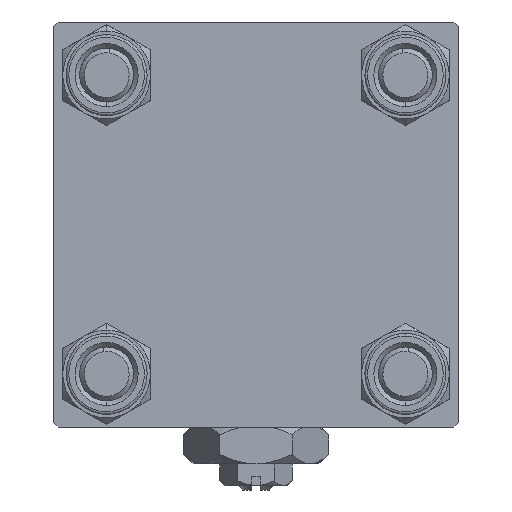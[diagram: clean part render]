
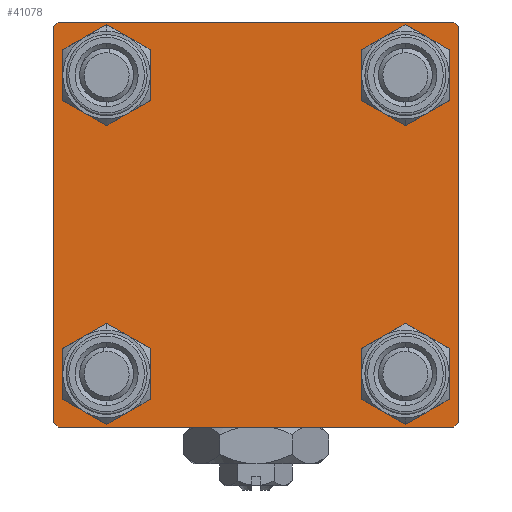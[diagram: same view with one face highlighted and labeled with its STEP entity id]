
A CAD part, left-side view. The second image highlights one B-rep face of the part: STEP entity #41078.
In plain terms, the highlighted planar face has unit normal (-1, 0, 0).
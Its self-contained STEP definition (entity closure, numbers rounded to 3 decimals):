
#265 = VERTEX_POINT ( 'NONE', #25993 ) ;
#269 = EDGE_CURVE ( 'NONE', #23209, #41351, #1135, .T. ) ;
#348 = FACE_BOUND ( 'NONE', #11629, .T. ) ;
#589 = AXIS2_PLACEMENT_3D ( 'NONE', #21757, #48143, #34175 ) ;
#984 = EDGE_CURVE ( 'NONE', #48235, #13910, #25074, .T. ) ;
#1135 = LINE ( 'NONE', #9785, #41483 ) ;
#1782 = AXIS2_PLACEMENT_3D ( 'NONE', #3466, #39949, #31832 ) ;
#2200 = AXIS2_PLACEMENT_3D ( 'NONE', #12169, #16754, #12689 ) ;
#2515 = CARTESIAN_POINT ( 'NONE',  ( 0., -16.6, 16.6 ) ) ;
#2586 = EDGE_CURVE ( 'NONE', #46390, #265, #11786, .T. ) ;
#2917 = CARTESIAN_POINT ( 'NONE',  ( 0., 22., 22.5 ) ) ;
#3327 = ORIENTED_EDGE ( 'NONE', *, *, #269, .T. ) ;
#3466 = CARTESIAN_POINT ( 'NONE',  ( 0., 16.6, 16.6 ) ) ;
#3612 = FACE_BOUND ( 'NONE', #46243, .T. ) ;
#3658 = DIRECTION ( 'NONE',  ( 0., -0.707, 0.707 ) ) ;
#3889 = AXIS2_PLACEMENT_3D ( 'NONE', #4596, #45416, #36773 ) ;
#4596 = CARTESIAN_POINT ( 'NONE',  ( 0., -16.6, -16.6 ) ) ;
#4959 = CIRCLE ( 'NONE', #7545, 3.5 ) ;
#5609 = CIRCLE ( 'NONE', #3889, 3.5 ) ;
#7098 = LINE ( 'NONE', #19532, #36870 ) ;
#7435 = ORIENTED_EDGE ( 'NONE', *, *, #18759, .T. ) ;
#7437 = CARTESIAN_POINT ( 'NONE',  ( 0., -22.5, 22. ) ) ;
#7545 = AXIS2_PLACEMENT_3D ( 'NONE', #31803, #16414, #32605 ) ;
#8055 = ORIENTED_EDGE ( 'NONE', *, *, #13075, .T. ) ;
#8242 = DIRECTION ( 'NONE',  ( 0., 0., 1. ) ) ;
#8606 = AXIS2_PLACEMENT_3D ( 'NONE', #2515, #47651, #34956 ) ;
#8822 = CARTESIAN_POINT ( 'NONE',  ( 0., 22.5, 22.5 ) ) ;
#9341 = DIRECTION ( 'NONE',  ( 0., 0., -1. ) ) ;
#9785 = CARTESIAN_POINT ( 'NONE',  ( 0., -22.25, 22.25 ) ) ;
#10332 = EDGE_LOOP ( 'NONE', ( #8055, #52388 ) ) ;
#10557 = ORIENTED_EDGE ( 'NONE', *, *, #984, .T. ) ;
#11629 = EDGE_LOOP ( 'NONE', ( #12596, #22333 ) ) ;
#11786 = CIRCLE ( 'NONE', #589, 3.5 ) ;
#11992 = PLANE ( 'NONE',  #20499 ) ;
#12039 = DIRECTION ( 'NONE',  ( 1., 0., 0. ) ) ;
#12169 = CARTESIAN_POINT ( 'NONE',  ( 0., -16.6, 16.6 ) ) ;
#12257 = FACE_OUTER_BOUND ( 'NONE', #26337, .T. ) ;
#12596 = ORIENTED_EDGE ( 'NONE', *, *, #34243, .T. ) ;
#12608 = ORIENTED_EDGE ( 'NONE', *, *, #2586, .T. ) ;
#12689 = DIRECTION ( 'NONE',  ( 0., 0., 1. ) ) ;
#12931 = CIRCLE ( 'NONE', #8606, 3.5 ) ;
#13075 = EDGE_CURVE ( 'NONE', #20689, #18080, #12931, .T. ) ;
#13127 = EDGE_CURVE ( 'NONE', #23209, #18264, #34690, .T. ) ;
#13910 = VERTEX_POINT ( 'NONE', #50185 ) ;
#14903 = VECTOR ( 'NONE', #19297, 1000. ) ;
#15038 = VECTOR ( 'NONE', #9341, 1000. ) ;
#15965 = ORIENTED_EDGE ( 'NONE', *, *, #50770, .F. ) ;
#16233 = VERTEX_POINT ( 'NONE', #35394 ) ;
#16308 = AXIS2_PLACEMENT_3D ( 'NONE', #45775, #33060, #20907 ) ;
#16414 = DIRECTION ( 'NONE',  ( 1., 0., 0. ) ) ;
#16754 = DIRECTION ( 'NONE',  ( 1., 0., 0. ) ) ;
#18080 = VERTEX_POINT ( 'NONE', #23809 ) ;
#18264 = VERTEX_POINT ( 'NONE', #34774 ) ;
#18759 = EDGE_CURVE ( 'NONE', #38617, #38179, #39558, .T. ) ;
#19297 = DIRECTION ( 'NONE',  ( 0., -0.707, -0.707 ) ) ;
#19532 = CARTESIAN_POINT ( 'NONE',  ( 0., 22.25, 22.25 ) ) ;
#19883 = VECTOR ( 'NONE', #47109, 1000. ) ;
#20092 = DIRECTION ( 'NONE',  ( -1., 0., 0. ) ) ;
#20403 = EDGE_CURVE ( 'NONE', #38179, #43681, #26474, .T. ) ;
#20499 = AXIS2_PLACEMENT_3D ( 'NONE', #53326, #20092, #41170 ) ;
#20689 = VERTEX_POINT ( 'NONE', #51021 ) ;
#20907 = DIRECTION ( 'NONE',  ( 0., 0., 1. ) ) ;
#21674 = ORIENTED_EDGE ( 'NONE', *, *, #29901, .T. ) ;
#21757 = CARTESIAN_POINT ( 'NONE',  ( 0., 16.6, -16.6 ) ) ;
#22260 = CARTESIAN_POINT ( 'NONE',  ( 0., -22.5, 22.5 ) ) ;
#22333 = ORIENTED_EDGE ( 'NONE', *, *, #23391, .T. ) ;
#22952 = ORIENTED_EDGE ( 'NONE', *, *, #23280, .T. ) ;
#23209 = VERTEX_POINT ( 'NONE', #7437 ) ;
#23234 = DIRECTION ( 'NONE',  ( 0., -1., 0. ) ) ;
#23280 = EDGE_CURVE ( 'NONE', #43681, #18264, #39878, .T. ) ;
#23391 = EDGE_CURVE ( 'NONE', #16233, #40992, #29558, .T. ) ;
#23809 = CARTESIAN_POINT ( 'NONE',  ( 0., -16.6, 13.1 ) ) ;
#23880 = FACE_BOUND ( 'NONE', #31426, .T. ) ;
#24209 = ORIENTED_EDGE ( 'NONE', *, *, #39796, .T. ) ;
#25074 = CIRCLE ( 'NONE', #1782, 3.5 ) ;
#25993 = CARTESIAN_POINT ( 'NONE',  ( 0., 16.6, -13.1 ) ) ;
#26337 = EDGE_LOOP ( 'NONE', ( #21674, #7435, #44820, #22952, #39545, #3327, #15965, #36533 ) ) ;
#26474 = LINE ( 'NONE', #34858, #41670 ) ;
#27431 = CARTESIAN_POINT ( 'NONE',  ( 0., -22.25, -22.25 ) ) ;
#27997 = CARTESIAN_POINT ( 'NONE',  ( 0., 22., -22.5 ) ) ;
#29558 = CIRCLE ( 'NONE', #34758, 3.5 ) ;
#29901 = EDGE_CURVE ( 'NONE', #45973, #38617, #46362, .T. ) ;
#30035 = DIRECTION ( 'NONE',  ( 0., 0.707, 0.707 ) ) ;
#30618 = DIRECTION ( 'NONE',  ( 0., 0., -1. ) ) ;
#31145 = CARTESIAN_POINT ( 'NONE',  ( 0., 22.5, 22.5 ) ) ;
#31426 = EDGE_LOOP ( 'NONE', ( #24209, #12608 ) ) ;
#31803 = CARTESIAN_POINT ( 'NONE',  ( 0., 16.6, -16.6 ) ) ;
#31804 = EDGE_CURVE ( 'NONE', #18080, #20689, #50495, .T. ) ;
#31832 = DIRECTION ( 'NONE',  ( 0., 0., 1. ) ) ;
#32011 = VERTEX_POINT ( 'NONE', #2917 ) ;
#32605 = DIRECTION ( 'NONE',  ( 0., 0., 1. ) ) ;
#33060 = DIRECTION ( 'NONE',  ( 1., 0., 0. ) ) ;
#34175 = DIRECTION ( 'NONE',  ( 0., 0., 1. ) ) ;
#34243 = EDGE_CURVE ( 'NONE', #40992, #16233, #5609, .T. ) ;
#34544 = CARTESIAN_POINT ( 'NONE',  ( 0., 16.6, 20.1 ) ) ;
#34690 = LINE ( 'NONE', #22260, #38808 ) ;
#34758 = AXIS2_PLACEMENT_3D ( 'NONE', #49061, #12039, #8242 ) ;
#34774 = CARTESIAN_POINT ( 'NONE',  ( 0., -22.5, -22. ) ) ;
#34858 = CARTESIAN_POINT ( 'NONE',  ( 0., 22.5, -22.5 ) ) ;
#34956 = DIRECTION ( 'NONE',  ( 0., 0., 1. ) ) ;
#35394 = CARTESIAN_POINT ( 'NONE',  ( 0., -16.6, -20.1 ) ) ;
#35905 = CARTESIAN_POINT ( 'NONE',  ( 0., -22., -22.5 ) ) ;
#36124 = CIRCLE ( 'NONE', #16308, 3.5 ) ;
#36533 = ORIENTED_EDGE ( 'NONE', *, *, #40454, .T. ) ;
#36721 = ORIENTED_EDGE ( 'NONE', *, *, #42842, .T. ) ;
#36773 = DIRECTION ( 'NONE',  ( 0., 0., 1. ) ) ;
#36870 = VECTOR ( 'NONE', #39529, 1000. ) ;
#37108 = FACE_BOUND ( 'NONE', #10332, .T. ) ;
#38179 = VERTEX_POINT ( 'NONE', #27997 ) ;
#38617 = VERTEX_POINT ( 'NONE', #43776 ) ;
#38808 = VECTOR ( 'NONE', #30618, 1000. ) ;
#39529 = DIRECTION ( 'NONE',  ( 0., 0.707, -0.707 ) ) ;
#39545 = ORIENTED_EDGE ( 'NONE', *, *, #13127, .F. ) ;
#39558 = LINE ( 'NONE', #51986, #14903 ) ;
#39796 = EDGE_CURVE ( 'NONE', #265, #46390, #4959, .T. ) ;
#39878 = LINE ( 'NONE', #27431, #52894 ) ;
#39949 = DIRECTION ( 'NONE',  ( 1., 0., 0. ) ) ;
#39961 = CARTESIAN_POINT ( 'NONE',  ( 0., -22., 22.5 ) ) ;
#40454 = EDGE_CURVE ( 'NONE', #32011, #45973, #7098, .T. ) ;
#40992 = VERTEX_POINT ( 'NONE', #49547 ) ;
#41078 = ADVANCED_FACE ( 'NONE', ( #37108, #348, #23880, #3612, #12257 ), #11992, .T. ) ;
#41170 = DIRECTION ( 'NONE',  ( 0., 0., 1. ) ) ;
#41351 = VERTEX_POINT ( 'NONE', #39961 ) ;
#41483 = VECTOR ( 'NONE', #30035, 1000. ) ;
#41516 = CARTESIAN_POINT ( 'NONE',  ( 0., 16.6, -20.1 ) ) ;
#41670 = VECTOR ( 'NONE', #23234, 1000. ) ;
#42842 = EDGE_CURVE ( 'NONE', #13910, #48235, #36124, .T. ) ;
#43681 = VERTEX_POINT ( 'NONE', #35905 ) ;
#43776 = CARTESIAN_POINT ( 'NONE',  ( 0., 22.5, -22. ) ) ;
#44820 = ORIENTED_EDGE ( 'NONE', *, *, #20403, .T. ) ;
#45416 = DIRECTION ( 'NONE',  ( 1., 0., 0. ) ) ;
#45775 = CARTESIAN_POINT ( 'NONE',  ( 0., 16.6, 16.6 ) ) ;
#45973 = VERTEX_POINT ( 'NONE', #51030 ) ;
#46243 = EDGE_LOOP ( 'NONE', ( #10557, #36721 ) ) ;
#46362 = LINE ( 'NONE', #8822, #15038 ) ;
#46390 = VERTEX_POINT ( 'NONE', #41516 ) ;
#47109 = DIRECTION ( 'NONE',  ( 0., -1., 0. ) ) ;
#47646 = LINE ( 'NONE', #31145, #19883 ) ;
#47651 = DIRECTION ( 'NONE',  ( 1., 0., 0. ) ) ;
#48143 = DIRECTION ( 'NONE',  ( 1., 0., 0. ) ) ;
#48235 = VERTEX_POINT ( 'NONE', #34544 ) ;
#49061 = CARTESIAN_POINT ( 'NONE',  ( 0., -16.6, -16.6 ) ) ;
#49547 = CARTESIAN_POINT ( 'NONE',  ( 0., -16.6, -13.1 ) ) ;
#50185 = CARTESIAN_POINT ( 'NONE',  ( 0., 16.6, 13.1 ) ) ;
#50495 = CIRCLE ( 'NONE', #2200, 3.5 ) ;
#50770 = EDGE_CURVE ( 'NONE', #32011, #41351, #47646, .T. ) ;
#51021 = CARTESIAN_POINT ( 'NONE',  ( 0., -16.6, 20.1 ) ) ;
#51030 = CARTESIAN_POINT ( 'NONE',  ( 0., 22.5, 22. ) ) ;
#51986 = CARTESIAN_POINT ( 'NONE',  ( 0., 22.25, -22.25 ) ) ;
#52388 = ORIENTED_EDGE ( 'NONE', *, *, #31804, .T. ) ;
#52894 = VECTOR ( 'NONE', #3658, 1000. ) ;
#53326 = CARTESIAN_POINT ( 'NONE',  ( 0., 0., 0. ) ) ;
